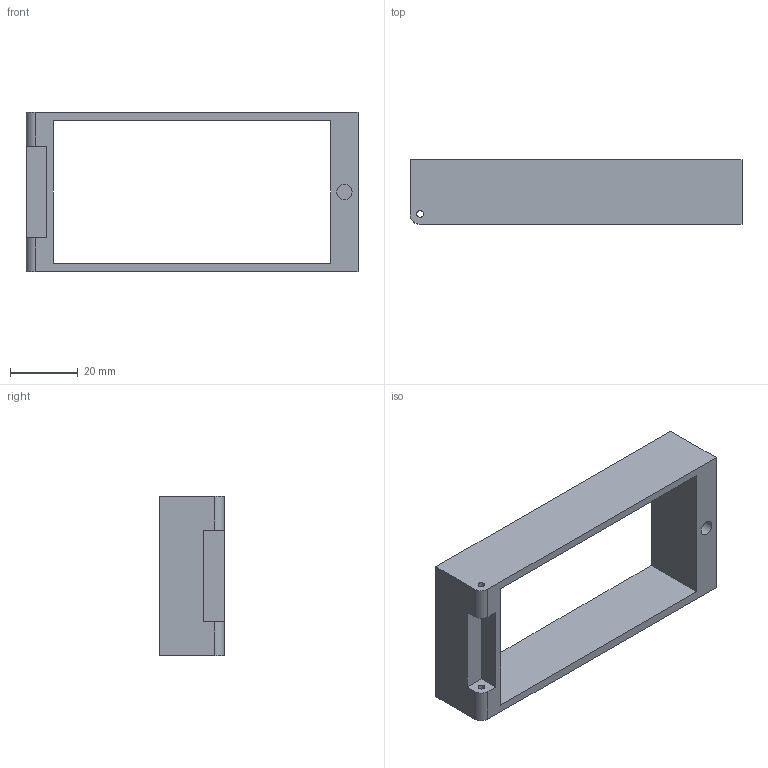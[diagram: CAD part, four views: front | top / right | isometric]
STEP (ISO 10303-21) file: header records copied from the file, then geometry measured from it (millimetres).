
FILE_DESCRIPTION(/* description */ (''),/* implementation_level */ '2;1');
FILE_NAME(/* name */ 'Filter Cage.step',/* time_stamp */ '2020-11-16T21:26:28+01:00',/* author */ (''),/* organization */ (''),/* preprocessor_version */ 'ST-DEVELOPER v18.1',/* originating_system */ 'Autodesk Translation Framework v9.3.0.1241',/* authorisation */ '');
FILE_SCHEMA (('AUTOMOTIVE_DESIGN { 1 0 10303 214 3 1 1 }'));
Length unit declared in the file: millimetre
Products named in the file (1): Filter Cage
Bounding box: 98 x 19 x 47 mm (x, y, z)
Volume: 20610.7 mm3; surface area: 13054.2 mm2
Topology: 1 solids, 1 shells, 28 faces, 70 edges, 49 vertices
Faces by surface type: plane 19, cylinder 9
Full cylindrical faces by diameter (mm): 2 x2, 4.5 x5
Entity records: 893 total; most frequent: CARTESIAN_POINT 148, DIRECTION 146, ORIENTED_EDGE 140, EDGE_CURVE 70, LINE 52, VECTOR 52, VERTEX_POINT 49, AXIS2_PLACEMENT_3D 47
